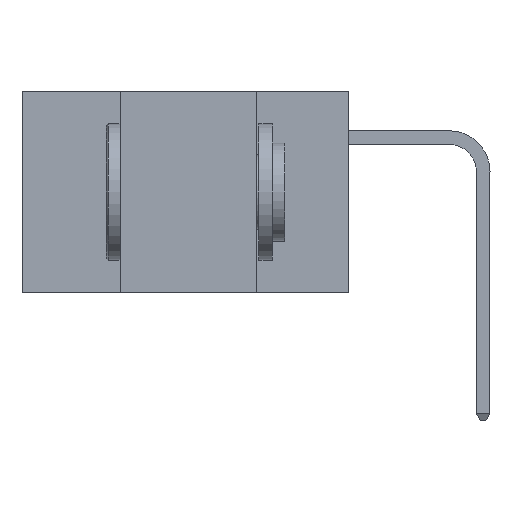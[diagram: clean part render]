
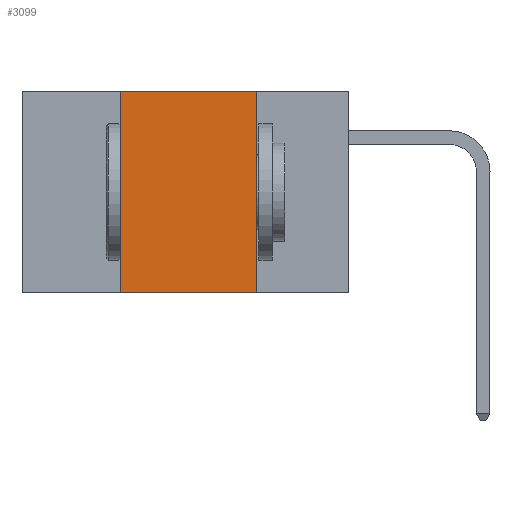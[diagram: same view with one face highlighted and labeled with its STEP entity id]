
A CAD part, left-side view. The second image highlights one B-rep face of the part: STEP entity #3099.
In plain terms, the highlighted planar face has unit normal (-1, 0, 0).
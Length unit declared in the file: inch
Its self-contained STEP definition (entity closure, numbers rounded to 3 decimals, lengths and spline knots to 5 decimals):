
#92 = EDGE_LOOP ( 'NONE', ( #7355, #851, #7986, #1121 ) ) ;
#416 = FACE_OUTER_BOUND ( 'NONE', #92, .T. ) ;
#668 = CARTESIAN_POINT ( 'NONE',  ( 0., 0.6, 0. ) ) ;
#672 = PLANE ( 'NONE',  #750 ) ;
#695 = DIRECTION ( 'NONE',  ( 0., 0., -1. ) ) ;
#706 = DIRECTION ( 'NONE',  ( 1., 0., 0. ) ) ;
#750 = AXIS2_PLACEMENT_3D ( 'NONE', #668, #706, #695 ) ;
#851 = ORIENTED_EDGE ( 'NONE', *, *, #3849, .F. ) ;
#961 = VECTOR ( 'NONE', #2924, 39.37008 ) ;
#1121 = ORIENTED_EDGE ( 'NONE', *, *, #8749, .T. ) ;
#1198 = EDGE_CURVE ( 'NONE', #3864, #8790, #5159, .T. ) ;
#1565 = DIRECTION ( 'NONE',  ( 0., -1., 0. ) ) ;
#2924 = DIRECTION ( 'NONE',  ( 0., 0., -1. ) ) ;
#3007 = EDGE_CURVE ( 'NONE', #4807, #6757, #5513, .T. ) ;
#3099 = ADVANCED_FACE ( 'NONE', ( #416 ), #672, .F. ) ;
#3189 = VECTOR ( 'NONE', #10081, 39.37008 ) ;
#3825 = CARTESIAN_POINT ( 'NONE',  ( 0., 0.17, -0.37 ) ) ;
#3849 = EDGE_CURVE ( 'NONE', #8790, #4807, #4629, .T. ) ;
#3864 = VERTEX_POINT ( 'NONE', #9321 ) ;
#4295 = CARTESIAN_POINT ( 'NONE',  ( 0., 0.17, 0. ) ) ;
#4394 = VECTOR ( 'NONE', #1565, 39.37008 ) ;
#4629 = LINE ( 'NONE', #7734, #4394 ) ;
#4807 = VERTEX_POINT ( 'NONE', #8427 ) ;
#5159 = LINE ( 'NONE', #10093, #3189 ) ;
#5513 = LINE ( 'NONE', #4295, #961 ) ;
#6693 = VECTOR ( 'NONE', #7132, 39.37008 ) ;
#6757 = VERTEX_POINT ( 'NONE', #3825 ) ;
#7132 = DIRECTION ( 'NONE',  ( 0., -1., 0. ) ) ;
#7174 = CARTESIAN_POINT ( 'NONE',  ( 0., 0.6, -0.37 ) ) ;
#7355 = ORIENTED_EDGE ( 'NONE', *, *, #3007, .F. ) ;
#7734 = CARTESIAN_POINT ( 'NONE',  ( 0., 0.6, 0. ) ) ;
#7986 = ORIENTED_EDGE ( 'NONE', *, *, #1198, .F. ) ;
#8427 = CARTESIAN_POINT ( 'NONE',  ( 0., 0.17, 0. ) ) ;
#8749 = EDGE_CURVE ( 'NONE', #3864, #6757, #9159, .T. ) ;
#8790 = VERTEX_POINT ( 'NONE', #9706 ) ;
#9159 = LINE ( 'NONE', #7174, #6693 ) ;
#9321 = CARTESIAN_POINT ( 'NONE',  ( 0., 0.42, -0.37 ) ) ;
#9706 = CARTESIAN_POINT ( 'NONE',  ( 0., 0.42, 0. ) ) ;
#10081 = DIRECTION ( 'NONE',  ( 0., 0., 1. ) ) ;
#10093 = CARTESIAN_POINT ( 'NONE',  ( 0., 0.42, 0. ) ) ;
